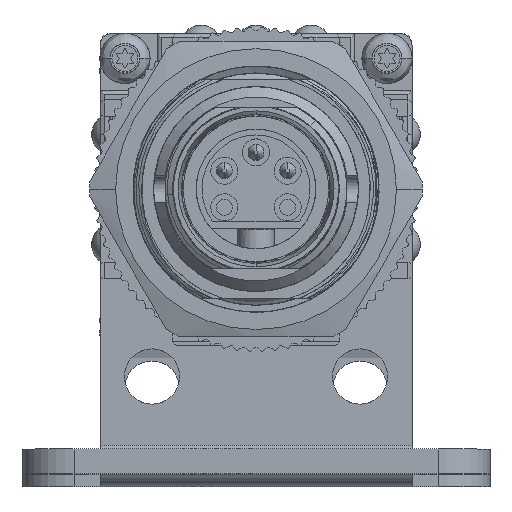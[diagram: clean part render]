
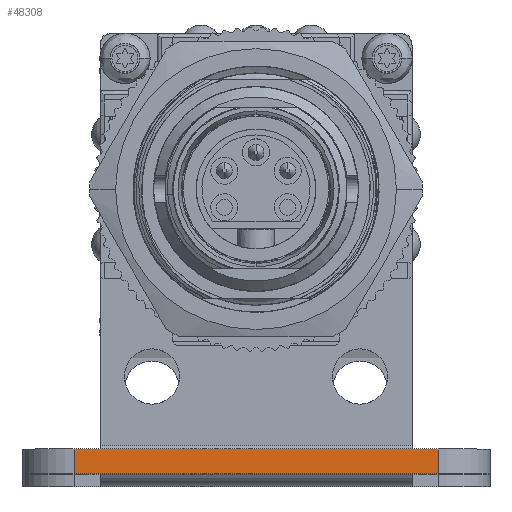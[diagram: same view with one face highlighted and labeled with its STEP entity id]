
A CAD part, top view. The second image highlights one B-rep face of the part: STEP entity #48308.
In plain terms, the highlighted planar face has unit normal (0, 0, 1).
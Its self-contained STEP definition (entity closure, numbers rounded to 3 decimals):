
#1534=DIRECTION('',(0.,-1.,0.));
#1535=VECTOR('',#1534,3.048);
#1536=CARTESIAN_POINT('',(-22.225,-31.75,899.795));
#1537=LINE('',#1536,#1535);
#1543=DIRECTION('',(1.,0.,0.));
#1544=VECTOR('',#1543,44.45);
#1545=CARTESIAN_POINT('',(-22.225,-31.75,899.795));
#1546=LINE('',#1545,#1544);
#1556=DIRECTION('',(0.,-1.,0.));
#1557=VECTOR('',#1556,3.048);
#1558=CARTESIAN_POINT('',(22.225,-31.75,899.795));
#1559=LINE('',#1558,#1557);
#40467=DIRECTION('',(1.,0.,0.));
#40468=VECTOR('',#40467,44.45);
#40469=CARTESIAN_POINT('',(-22.225,-34.798,899.795));
#40470=LINE('',#40469,#40468);
#44742=CARTESIAN_POINT('',(22.225,-31.75,899.795));
#44743=CARTESIAN_POINT('',(22.225,-34.798,899.795));
#44744=VERTEX_POINT('',#44742);
#44745=VERTEX_POINT('',#44743);
#44758=CARTESIAN_POINT('',(-22.225,-31.75,899.795));
#44759=CARTESIAN_POINT('',(-22.225,-34.798,899.795));
#44760=VERTEX_POINT('',#44758);
#44761=VERTEX_POINT('',#44759);
#48295=CARTESIAN_POINT('',(-28.575,-31.75,899.795));
#48296=DIRECTION('',(0.,0.,1.));
#48297=DIRECTION('',(0.,-1.,0.));
#48298=AXIS2_PLACEMENT_3D('',#48295,#48296,#48297);
#48299=PLANE('',#48298);
#48300=ORIENTED_EDGE('',*,*,#48288,.F.);
#48301=ORIENTED_EDGE('',*,*,#48208,.T.);
#48303=ORIENTED_EDGE('',*,*,#48302,.T.);
#48305=ORIENTED_EDGE('',*,*,#48304,.F.);
#48306=EDGE_LOOP('',(#48300,#48301,#48303,#48305));
#48307=FACE_OUTER_BOUND('',#48306,.F.);
#48308=ADVANCED_FACE('',(#48307),#48299,.T.);
#48208=EDGE_CURVE('',#44760,#44744,#1546,.T.);
#48288=EDGE_CURVE('',#44760,#44761,#1537,.T.);
#48302=EDGE_CURVE('',#44744,#44745,#1559,.T.);
#48304=EDGE_CURVE('',#44761,#44745,#40470,.T.);
